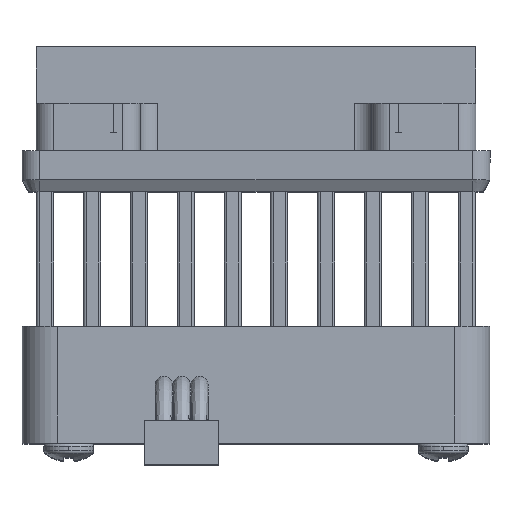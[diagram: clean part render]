
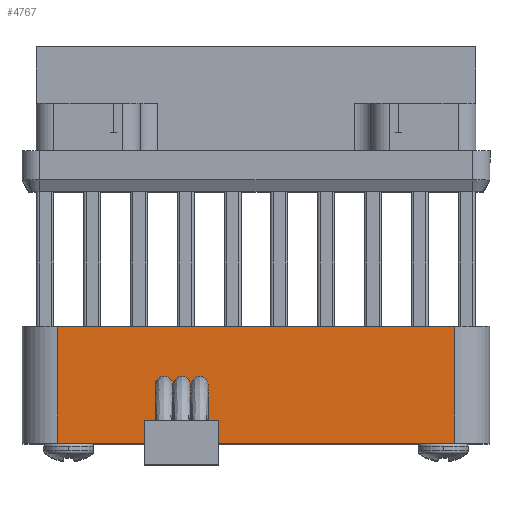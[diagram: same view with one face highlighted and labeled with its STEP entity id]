
A CAD part, top view. The second image highlights one B-rep face of the part: STEP entity #4767.
In plain terms, the highlighted planar face has unit normal (0, 0, 1).
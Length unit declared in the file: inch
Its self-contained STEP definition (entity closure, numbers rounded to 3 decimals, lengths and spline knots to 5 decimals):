
#329 = AXIS2_PLACEMENT_3D ( 'NONE', #19776, #11723, #46184 ) ;
#337 = VERTEX_POINT ( 'NONE', #39805 ) ;
#368 = DIRECTION ( 'NONE',  ( 0., -1., 0. ) ) ;
#641 = CIRCLE ( 'NONE', #31722, 0.02875 ) ;
#891 = DIRECTION ( 'NONE',  ( -1., 0., 0. ) ) ;
#1567 = EDGE_CURVE ( 'NONE', #5245, #44166, #13250, .T. ) ;
#2147 = DIRECTION ( 'NONE',  ( -1., 0., 0. ) ) ;
#2672 = LINE ( 'NONE', #44926, #24999 ) ;
#3122 = ORIENTED_EDGE ( 'NONE', *, *, #15243, .F. ) ;
#3760 = VECTOR ( 'NONE', #27483, 39.37008 ) ;
#4199 = AXIS2_PLACEMENT_3D ( 'NONE', #4225, #25645, #891 ) ;
#4225 = CARTESIAN_POINT ( 'NONE',  ( -0.18991, -0.78812, 0.7874 ) ) ;
#4767 = ADVANCED_FACE ( 'NONE', ( #41727, #49258, #28127, #45354 ), #32847, .F. ) ;
#5245 = VERTEX_POINT ( 'NONE', #24998 ) ;
#5438 = ORIENTED_EDGE ( 'NONE', *, *, #52299, .T. ) ;
#6540 = EDGE_CURVE ( 'NONE', #35402, #41527, #24328, .T. ) ;
#6841 = DIRECTION ( 'NONE',  ( -1., 0., 0. ) ) ;
#7096 = CARTESIAN_POINT ( 'NONE',  ( -0.30991, -0.78812, 0.7874 ) ) ;
#7376 = DIRECTION ( 'NONE',  ( -1., 0., 0. ) ) ;
#8183 = ORIENTED_EDGE ( 'NONE', *, *, #9778, .F. ) ;
#8441 = CARTESIAN_POINT ( 'NONE',  ( -0.66929, -0.98425, 0.7874 ) ) ;
#8792 = ORIENTED_EDGE ( 'NONE', *, *, #6540, .F. ) ;
#9778 = EDGE_CURVE ( 'NONE', #41527, #35402, #641, .T. ) ;
#10424 = CARTESIAN_POINT ( 'NONE',  ( 0.66929, -0.98425, 0.7874 ) ) ;
#11723 = DIRECTION ( 'NONE',  ( 0., 0., -1. ) ) ;
#13250 = CIRCLE ( 'NONE', #51444, 0.02875 ) ;
#13688 = CARTESIAN_POINT ( 'NONE',  ( -0.33866, -0.78812, 0.7874 ) ) ;
#14117 = CARTESIAN_POINT ( 'NONE',  ( -0.24991, -0.78812, 0.7874 ) ) ;
#14368 = CARTESIAN_POINT ( 'NONE',  ( -0.16116, -0.78812, 0.7874 ) ) ;
#15023 = EDGE_LOOP ( 'NONE', ( #3122, #24492 ) ) ;
#15243 = EDGE_CURVE ( 'NONE', #44166, #5245, #15728, .T. ) ;
#15728 = CIRCLE ( 'NONE', #4199, 0.02875 ) ;
#16057 = AXIS2_PLACEMENT_3D ( 'NONE', #25499, #24679, #28583 ) ;
#16081 = ORIENTED_EDGE ( 'NONE', *, *, #22971, .T. ) ;
#16267 = DIRECTION ( 'NONE',  ( 0., 0., 1. ) ) ;
#17931 = DIRECTION ( 'NONE',  ( -1., 0., 0. ) ) ;
#19526 = VECTOR ( 'NONE', #20787, 39.37008 ) ;
#19755 = CARTESIAN_POINT ( 'NONE',  ( 0.7874, -0.98425, 0.7874 ) ) ;
#19776 = CARTESIAN_POINT ( 'NONE',  ( 0.7874, -0.98425, 0.7874 ) ) ;
#20101 = CARTESIAN_POINT ( 'NONE',  ( -0.28116, -0.78812, 0.7874 ) ) ;
#20787 = DIRECTION ( 'NONE',  ( -1., 0., 0. ) ) ;
#21420 = VERTEX_POINT ( 'NONE', #13688 ) ;
#21790 = ORIENTED_EDGE ( 'NONE', *, *, #26559, .F. ) ;
#21893 = EDGE_CURVE ( 'NONE', #51747, #38264, #2672, .T. ) ;
#22971 = EDGE_CURVE ( 'NONE', #38264, #337, #34277, .T. ) ;
#24044 = CIRCLE ( 'NONE', #16057, 0.02875 ) ;
#24328 = CIRCLE ( 'NONE', #48305, 0.02875 ) ;
#24492 = ORIENTED_EDGE ( 'NONE', *, *, #1567, .F. ) ;
#24679 = DIRECTION ( 'NONE',  ( 0., 0., 1. ) ) ;
#24998 = CARTESIAN_POINT ( 'NONE',  ( -0.21866, -0.78812, 0.7874 ) ) ;
#24999 = VECTOR ( 'NONE', #6841, 39.37008 ) ;
#25499 = CARTESIAN_POINT ( 'NONE',  ( -0.30991, -0.78812, 0.7874 ) ) ;
#25645 = DIRECTION ( 'NONE',  ( 0., 0., 1. ) ) ;
#26559 = EDGE_CURVE ( 'NONE', #40236, #337, #45338, .T. ) ;
#27483 = DIRECTION ( 'NONE',  ( 0., 1., 0. ) ) ;
#28127 = FACE_BOUND ( 'NONE', #30007, .T. ) ;
#28583 = DIRECTION ( 'NONE',  ( -1., 0., 0. ) ) ;
#30007 = EDGE_LOOP ( 'NONE', ( #8792, #8183 ) ) ;
#30020 = CIRCLE ( 'NONE', #38010, 0.02875 ) ;
#31200 = CARTESIAN_POINT ( 'NONE',  ( -0.22116, -0.78812, 0.7874 ) ) ;
#31631 = DIRECTION ( 'NONE',  ( -1., 0., 0. ) ) ;
#31722 = AXIS2_PLACEMENT_3D ( 'NONE', #52131, #48502, #17931 ) ;
#31929 = LINE ( 'NONE', #40254, #3760 ) ;
#32342 = ORIENTED_EDGE ( 'NONE', *, *, #21893, .T. ) ;
#32847 = PLANE ( 'NONE',  #329 ) ;
#33476 = VECTOR ( 'NONE', #368, 39.37008 ) ;
#33832 = EDGE_CURVE ( 'NONE', #21420, #51624, #24044, .T. ) ;
#34160 = EDGE_LOOP ( 'NONE', ( #21790, #5438, #32342, #16081 ) ) ;
#34277 = LINE ( 'NONE', #8441, #33476 ) ;
#35402 = VERTEX_POINT ( 'NONE', #31200 ) ;
#35818 = CARTESIAN_POINT ( 'NONE',  ( -0.66929, -0.59055, 0.7874 ) ) ;
#36674 = ORIENTED_EDGE ( 'NONE', *, *, #33832, .F. ) ;
#36797 = CARTESIAN_POINT ( 'NONE',  ( -0.27866, -0.78812, 0.7874 ) ) ;
#38010 = AXIS2_PLACEMENT_3D ( 'NONE', #7096, #16267, #7376 ) ;
#38264 = VERTEX_POINT ( 'NONE', #35818 ) ;
#39681 = CARTESIAN_POINT ( 'NONE',  ( -0.18991, -0.78812, 0.7874 ) ) ;
#39805 = CARTESIAN_POINT ( 'NONE',  ( -0.66929, -0.98425, 0.7874 ) ) ;
#40236 = VERTEX_POINT ( 'NONE', #10424 ) ;
#40254 = CARTESIAN_POINT ( 'NONE',  ( 0.66929, -0.98425, 0.7874 ) ) ;
#40949 = EDGE_LOOP ( 'NONE', ( #52750, #36674 ) ) ;
#41527 = VERTEX_POINT ( 'NONE', #36797 ) ;
#41727 = FACE_OUTER_BOUND ( 'NONE', #34160, .T. ) ;
#41955 = EDGE_CURVE ( 'NONE', #51624, #21420, #30020, .T. ) ;
#43714 = CARTESIAN_POINT ( 'NONE',  ( 0.66929, -0.59055, 0.7874 ) ) ;
#44166 = VERTEX_POINT ( 'NONE', #14368 ) ;
#44413 = DIRECTION ( 'NONE',  ( 0., 0., 1. ) ) ;
#44926 = CARTESIAN_POINT ( 'NONE',  ( 0.7874, -0.59055, 0.7874 ) ) ;
#45338 = LINE ( 'NONE', #19755, #19526 ) ;
#45354 = FACE_BOUND ( 'NONE', #15023, .T. ) ;
#46184 = DIRECTION ( 'NONE',  ( 1., 0., 0. ) ) ;
#48305 = AXIS2_PLACEMENT_3D ( 'NONE', #14117, #44413, #31631 ) ;
#48312 = DIRECTION ( 'NONE',  ( 0., 0., 1. ) ) ;
#48502 = DIRECTION ( 'NONE',  ( 0., 0., 1. ) ) ;
#49258 = FACE_BOUND ( 'NONE', #40949, .T. ) ;
#51444 = AXIS2_PLACEMENT_3D ( 'NONE', #39681, #48312, #2147 ) ;
#51624 = VERTEX_POINT ( 'NONE', #20101 ) ;
#51747 = VERTEX_POINT ( 'NONE', #43714 ) ;
#52131 = CARTESIAN_POINT ( 'NONE',  ( -0.24991, -0.78812, 0.7874 ) ) ;
#52299 = EDGE_CURVE ( 'NONE', #40236, #51747, #31929, .T. ) ;
#52750 = ORIENTED_EDGE ( 'NONE', *, *, #41955, .F. ) ;
